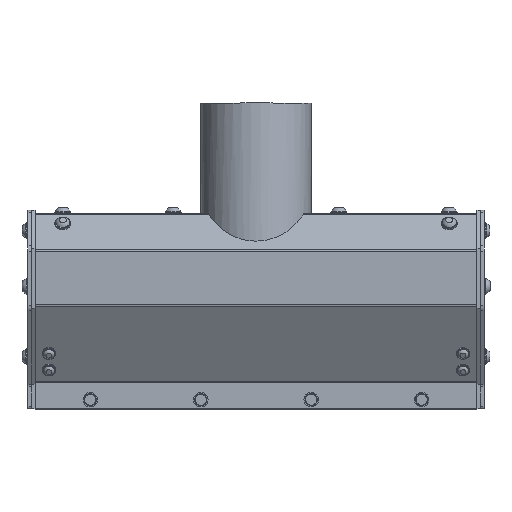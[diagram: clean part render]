
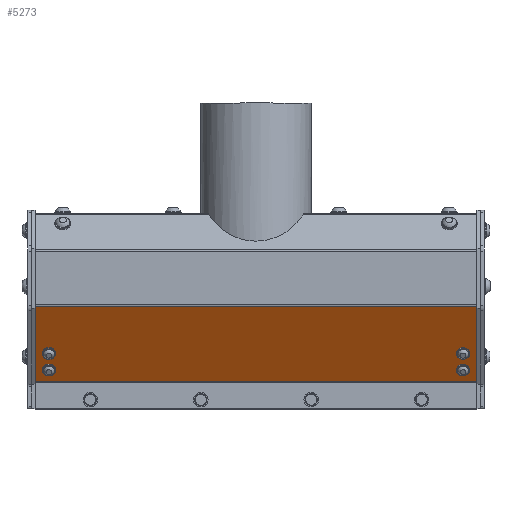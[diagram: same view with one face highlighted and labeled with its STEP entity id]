
A CAD part, top view. The second image highlights one B-rep face of the part: STEP entity #5273.
In plain terms, the highlighted planar face has unit normal (0, -0.537, 0.843).
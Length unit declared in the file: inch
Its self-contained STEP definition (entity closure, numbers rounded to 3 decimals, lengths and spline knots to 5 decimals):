
#218=LINE('',#17589,#466);
#236=LINE('',#17628,#484);
#237=LINE('',#17629,#485);
#238=LINE('',#17630,#486);
#466=VECTOR('',#7405,0.3937);
#484=VECTOR('',#7441,0.3937);
#485=VECTOR('',#7442,0.3937);
#486=VECTOR('',#7443,0.3937);
#800=FACE_BOUND('',#2323,.T.);
#801=FACE_BOUND('',#2324,.T.);
#802=FACE_BOUND('',#2325,.T.);
#803=FACE_BOUND('',#2326,.T.);
#1030=PLANE('',#5931);
#1303=CIRCLE('',#5843,0.17717);
#1304=CIRCLE('',#5845,0.17717);
#1305=CIRCLE('',#5847,0.17717);
#1306=CIRCLE('',#5849,0.17717);
#1792=FACE_OUTER_BOUND('',#2322,.T.);
#2322=EDGE_LOOP('',(#4761,#4762,#4763,#4764));
#2323=EDGE_LOOP('',(#4765));
#2324=EDGE_LOOP('',(#4766));
#2325=EDGE_LOOP('',(#4767));
#2326=EDGE_LOOP('',(#4768));
#2784=VERTEX_POINT('',#17357);
#2785=VERTEX_POINT('',#17360);
#2786=VERTEX_POINT('',#17363);
#2787=VERTEX_POINT('',#17366);
#2854=VERTEX_POINT('',#17586);
#2855=VERTEX_POINT('',#17588);
#2866=VERTEX_POINT('',#17626);
#2867=VERTEX_POINT('',#17627);
#3398=EDGE_CURVE('',#2784,#2784,#1303,.T.);
#3399=EDGE_CURVE('',#2785,#2785,#1304,.T.);
#3400=EDGE_CURVE('',#2786,#2786,#1305,.T.);
#3401=EDGE_CURVE('',#2787,#2787,#1306,.T.);
#3507=EDGE_CURVE('',#2854,#2855,#218,.T.);
#3526=EDGE_CURVE('',#2866,#2867,#236,.T.);
#3527=EDGE_CURVE('',#2855,#2866,#237,.T.);
#3528=EDGE_CURVE('',#2867,#2854,#238,.T.);
#4761=ORIENTED_EDGE('',*,*,#3526,.F.);
#4762=ORIENTED_EDGE('',*,*,#3527,.F.);
#4763=ORIENTED_EDGE('',*,*,#3507,.F.);
#4764=ORIENTED_EDGE('',*,*,#3528,.F.);
#4765=ORIENTED_EDGE('',*,*,#3401,.T.);
#4766=ORIENTED_EDGE('',*,*,#3400,.T.);
#4767=ORIENTED_EDGE('',*,*,#3399,.T.);
#4768=ORIENTED_EDGE('',*,*,#3398,.T.);
#5273=ADVANCED_FACE('',(#1792,#800,#801,#802,#803),#1030,.T.);
#5843=AXIS2_PLACEMENT_3D('',#17358,#7165,#7166);
#5845=AXIS2_PLACEMENT_3D('',#17361,#7169,#7170);
#5847=AXIS2_PLACEMENT_3D('',#17364,#7173,#7174);
#5849=AXIS2_PLACEMENT_3D('',#17367,#7177,#7178);
#5931=AXIS2_PLACEMENT_3D('',#17625,#7439,#7440);
#7165=DIRECTION('center_axis',(0.,0.537,
-0.843));
#7166=DIRECTION('ref_axis',(-0.914,0.343,0.219));
#7169=DIRECTION('center_axis',(0.,0.537,
-0.843));
#7170=DIRECTION('ref_axis',(-0.914,0.343,0.219));
#7173=DIRECTION('center_axis',(0.,0.537,
-0.843));
#7174=DIRECTION('ref_axis',(0.017,0.843,0.537));
#7177=DIRECTION('center_axis',(0.,0.537,
-0.843));
#7178=DIRECTION('ref_axis',(0.017,0.843,0.537));
#7405=DIRECTION('',(1.,0.,0.));
#7439=DIRECTION('center_axis',(0.,-0.537,
0.843));
#7440=DIRECTION('ref_axis',(0.,0.843,0.537));
#7441=DIRECTION('',(-1.,0.,0.));
#7442=DIRECTION('',(0.,-0.843,-0.537));
#7443=DIRECTION('',(0.,0.843,0.537));
#17357=CARTESIAN_POINT('',(5.46315,-4.42221,0.96554));
#17358=CARTESIAN_POINT('Origin',(5.625,-4.48298,0.92683));
#17360=CARTESIAN_POINT('',(5.46315,-4.87089,0.6797));
#17361=CARTESIAN_POINT('Origin',(5.625,-4.93166,0.64098));
#17363=CARTESIAN_POINT('',(-5.6219,-4.78227,0.73616));
#17364=CARTESIAN_POINT('Origin',(-5.625,-4.93166,0.64098));
#17366=CARTESIAN_POINT('',(-5.6219,-4.33358,1.022));
#17367=CARTESIAN_POINT('Origin',(-5.625,-4.48298,0.92683));
#17586=CARTESIAN_POINT('',(-6.,-3.20834,1.73886));
#17588=CARTESIAN_POINT('',(6.,-3.20834,1.73886));
#17589=CARTESIAN_POINT('',(0.,-3.20834,1.73886));
#17625=CARTESIAN_POINT('Origin',(0.,-5.26732,
0.42715));
#17626=CARTESIAN_POINT('',(6.,-5.25994,0.43185));
#17627=CARTESIAN_POINT('',(-6.,-5.25994,0.43185));
#17628=CARTESIAN_POINT('',(0.,-5.25994,0.43185));
#17629=CARTESIAN_POINT('',(6.,-5.26732,0.42715));
#17630=CARTESIAN_POINT('',(-6.,-5.26732,0.42715));
